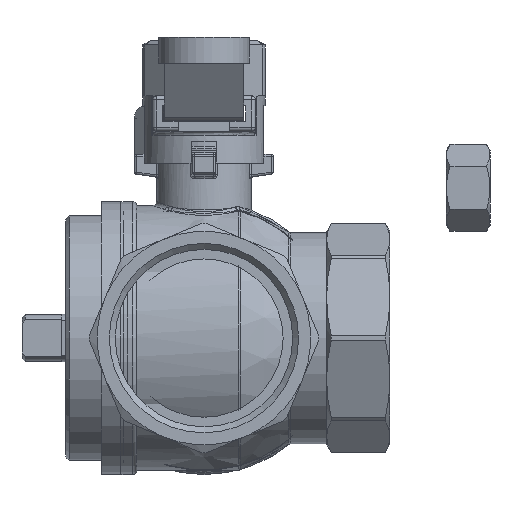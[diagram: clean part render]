
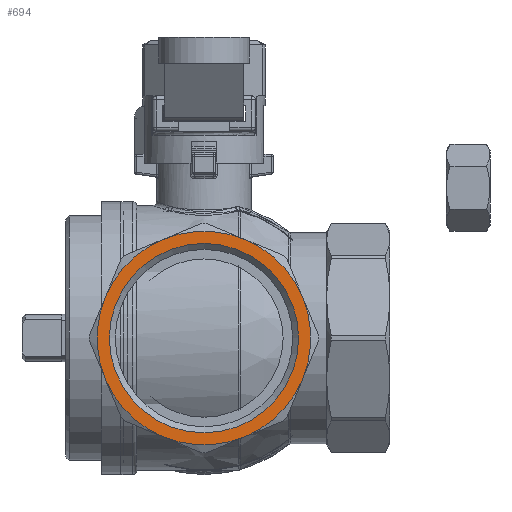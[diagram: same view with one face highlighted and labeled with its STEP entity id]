
A CAD part, left-side view. The second image highlights one B-rep face of the part: STEP entity #694.
In plain terms, the highlighted face is planar.
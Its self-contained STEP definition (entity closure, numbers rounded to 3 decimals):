
#694 = ADVANCED_FACE( '', ( #1624, #1625 ), #1626, .F. );
#1624 = FACE_BOUND( '', #3092, .T. );
#1625 = FACE_OUTER_BOUND( '', #3093, .T. );
#1626 = PLANE( '', #3094 );
#3092 = EDGE_LOOP( '', ( #5418 ) );
#3093 = EDGE_LOOP( '', ( #5419, #5420, #5421, #5422, #5423, #5424, #5425, #5426 ) );
#3094 = AXIS2_PLACEMENT_3D( '', #5427, #5428, #5429 );
#5418 = ORIENTED_EDGE( '', *, *, #7544, .T. );
#5419 = ORIENTED_EDGE( '', *, *, #7918, .T. );
#5420 = ORIENTED_EDGE( '', *, *, #7816, .T. );
#5421 = ORIENTED_EDGE( '', *, *, #7919, .T. );
#5422 = ORIENTED_EDGE( '', *, *, #7920, .T. );
#5423 = ORIENTED_EDGE( '', *, *, #7638, .T. );
#5424 = ORIENTED_EDGE( '', *, *, #7921, .T. );
#5425 = ORIENTED_EDGE( '', *, *, #7747, .T. );
#5426 = ORIENTED_EDGE( '', *, *, #7922, .T. );
#5427 = CARTESIAN_POINT( '', ( 0., -47., 0. ) );
#5428 = DIRECTION( '', ( 0., 1., 0. ) );
#5429 = DIRECTION( '', ( 0., 0., 1. ) );
#7544 = EDGE_CURVE( '', #8878, #8878, #8879, .T. );
#7638 = EDGE_CURVE( '', #8855, #9024, #9026, .F. );
#7747 = EDGE_CURVE( '', #9193, #8765, #9194, .F. );
#7816 = EDGE_CURVE( '', #9304, #9005, #9305, .F. );
#7918 = EDGE_CURVE( '', #9458, #9304, #9459, .F. );
#7919 = EDGE_CURVE( '', #9005, #9460, #9461, .F. );
#7920 = EDGE_CURVE( '', #9460, #8855, #9462, .F. );
#7921 = EDGE_CURVE( '', #9024, #9193, #9463, .F. );
#7922 = EDGE_CURVE( '', #8765, #9458, #9464, .F. );
#8765 = VERTEX_POINT( '', #11053 );
#8855 = VERTEX_POINT( '', #11664 );
#8878 = VERTEX_POINT( '', #11713 );
#8879 = CIRCLE( '', #11714, 23.923 );
#9005 = VERTEX_POINT( '', #12480 );
#9024 = VERTEX_POINT( '', #12511 );
#9026 = CIRCLE( '', #12518, 27. );
#9193 = VERTEX_POINT( '', #12859 );
#9194 = CIRCLE( '', #12860, 27. );
#9304 = VERTEX_POINT( '', #13056 );
#9305 = CIRCLE( '', #13057, 27. );
#9458 = VERTEX_POINT( '', #13331 );
#9459 = CIRCLE( '', #13332, 27. );
#9460 = VERTEX_POINT( '', #13333 );
#9461 = CIRCLE( '', #13334, 27. );
#9462 = CIRCLE( '', #13335, 27. );
#9463 = CIRCLE( '', #13336, 27. );
#9464 = CIRCLE( '', #13337, 27. );
#11053 = CARTESIAN_POINT( '', ( 10.332, -47., 24.945 ) );
#11664 = CARTESIAN_POINT( '', ( 10.332, -47., -24.945 ) );
#11713 = CARTESIAN_POINT( '', ( 0., -47., 23.923 ) );
#11714 = AXIS2_PLACEMENT_3D( '', #15024, #15025, #15026 );
#12480 = CARTESIAN_POINT( '', ( -24.945, -47., -10.332 ) );
#12511 = CARTESIAN_POINT( '', ( 24.945, -47., -10.332 ) );
#12518 = AXIS2_PLACEMENT_3D( '', #15132, #15133, #15134 );
#12859 = CARTESIAN_POINT( '', ( 24.945, -47., 10.332 ) );
#12860 = AXIS2_PLACEMENT_3D( '', #15287, #15288, #15289 );
#13056 = CARTESIAN_POINT( '', ( -24.945, -47., 10.332 ) );
#13057 = AXIS2_PLACEMENT_3D( '', #15388, #15389, #15390 );
#13331 = CARTESIAN_POINT( '', ( -10.332, -47., 24.945 ) );
#13332 = AXIS2_PLACEMENT_3D( '', #15504, #15505, #15506 );
#13333 = CARTESIAN_POINT( '', ( -10.332, -47., -24.945 ) );
#13334 = AXIS2_PLACEMENT_3D( '', #15507, #15508, #15509 );
#13335 = AXIS2_PLACEMENT_3D( '', #15510, #15511, #15512 );
#13336 = AXIS2_PLACEMENT_3D( '', #15513, #15514, #15515 );
#13337 = AXIS2_PLACEMENT_3D( '', #15516, #15517, #15518 );
#15024 = CARTESIAN_POINT( '', ( 0., -47., 0. ) );
#15025 = DIRECTION( '', ( 0., 1., 0. ) );
#15026 = DIRECTION( '', ( 0., 0., 1. ) );
#15132 = CARTESIAN_POINT( '', ( 0., -47., 0. ) );
#15133 = DIRECTION( '', ( 0., 1., 0. ) );
#15134 = DIRECTION( '', ( 0., 0., 1. ) );
#15287 = CARTESIAN_POINT( '', ( 0., -47., 0. ) );
#15288 = DIRECTION( '', ( 0., 1., 0. ) );
#15289 = DIRECTION( '', ( 0., 0., 1. ) );
#15388 = CARTESIAN_POINT( '', ( 0., -47., 0. ) );
#15389 = DIRECTION( '', ( 0., 1., 0. ) );
#15390 = DIRECTION( '', ( 0., 0., 1. ) );
#15504 = CARTESIAN_POINT( '', ( 0., -47., 0. ) );
#15505 = DIRECTION( '', ( 0., 1., 0. ) );
#15506 = DIRECTION( '', ( 0., 0., 1. ) );
#15507 = CARTESIAN_POINT( '', ( 0., -47., 0. ) );
#15508 = DIRECTION( '', ( 0., 1., 0. ) );
#15509 = DIRECTION( '', ( 0., 0., 1. ) );
#15510 = CARTESIAN_POINT( '', ( 0., -47., 0. ) );
#15511 = DIRECTION( '', ( 0., 1., 0. ) );
#15512 = DIRECTION( '', ( 0., 0., 1. ) );
#15513 = CARTESIAN_POINT( '', ( 0., -47., 0. ) );
#15514 = DIRECTION( '', ( 0., 1., 0. ) );
#15515 = DIRECTION( '', ( 0., 0., 1. ) );
#15516 = CARTESIAN_POINT( '', ( 0., -47., 0. ) );
#15517 = DIRECTION( '', ( 0., 1., 0. ) );
#15518 = DIRECTION( '', ( 0., 0., 1. ) );
